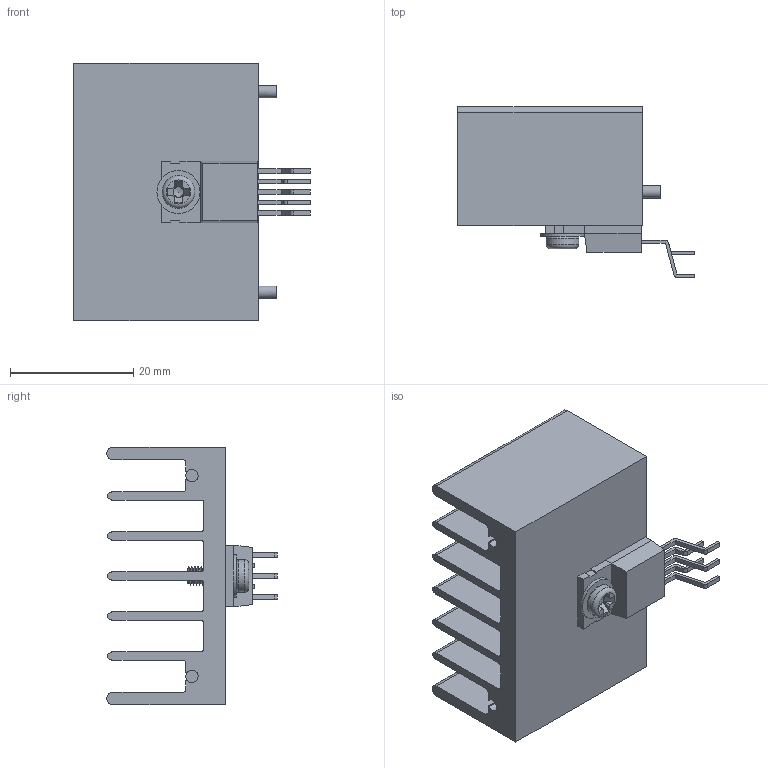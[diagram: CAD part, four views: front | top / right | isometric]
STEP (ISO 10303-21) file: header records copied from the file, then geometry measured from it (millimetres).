
FILE_DESCRIPTION(/* description */ (''),/* implementation_level */ '2;1');
FILE_NAME(/* name */ 'TO-220-5_HtFNL.stp',/* time_stamp */ '2021-05-07T22:03:25+07:00',/* author */ ('manhh'),/* organization */ (''),/* preprocessor_version */ 'ST-DEVELOPER v16.1',/* originating_system */ 'Autodesk Inventor 2016',/* authorisation */ '');
FILE_SCHEMA (('AUTOMOTIVE_DESIGN { 1 0 10303 214 3 1 1 }'));
Length unit declared in the file: millimetre
Products named in the file (1): TO-220-5_Heatsing
Bounding box: 38.4 x 27.7 x 41.8 mm (x, y, z)
Volume: 10555.5 mm3; surface area: 10536.2 mm2
Topology: 3 solids, 4 shells, 219 faces, 618 edges, 408 vertices
Faces by surface type: plane 132, cylinder 70, cone 13, torus 2, bspline 2
Full cylindrical faces by diameter (mm): 2 x2, 2.5 x2, 3.2 x1, 3.4 x1, 3.7 x1, 5.3 x1, 7 x1
Entity records: 10570 total; most frequent: CARTESIAN_POINT 4970, ORIENTED_EDGE 1134, DIRECTION 1131, EDGE_CURVE 567, LINE 383, VECTOR 383, VERTEX_POINT 374, AXIS2_PLACEMENT_3D 374
